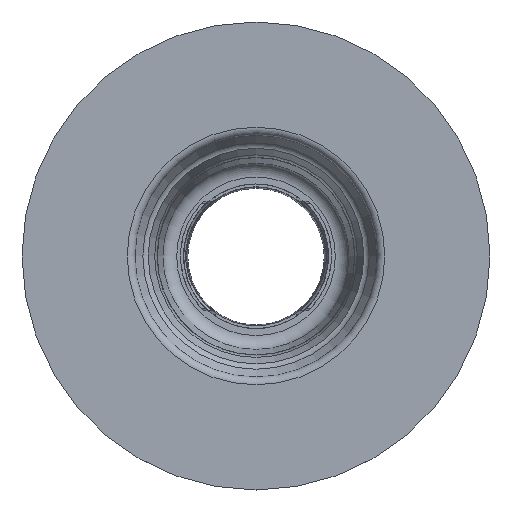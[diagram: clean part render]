
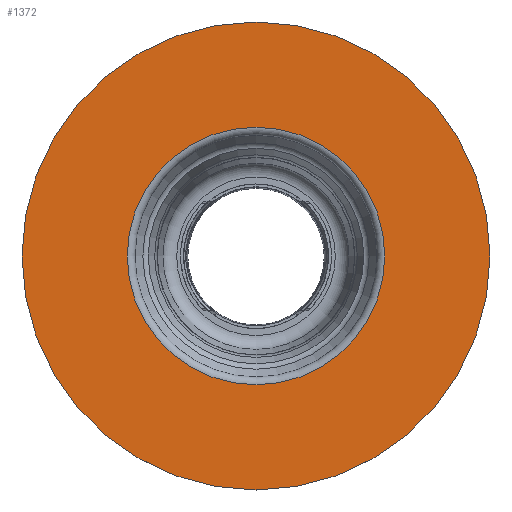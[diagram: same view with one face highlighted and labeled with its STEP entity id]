
A CAD part, top view. The second image highlights one B-rep face of the part: STEP entity #1372.
In plain terms, the highlighted planar face has unit normal (0, 0, 1).
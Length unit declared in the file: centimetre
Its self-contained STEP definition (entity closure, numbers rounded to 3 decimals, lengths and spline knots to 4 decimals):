
#239=FACE_BOUND('',#393,.T.);
#311=FACE_OUTER_BOUND('',#392,.T.);
#392=EDGE_LOOP('',(#1249));
#393=EDGE_LOOP('',(#1250));
#503=CIRCLE('',#1577,90.7984);
#505=CIRCLE('',#1580,165.);
#645=VERTEX_POINT('',#2605);
#646=VERTEX_POINT('',#2609);
#848=EDGE_CURVE('',#645,#645,#503,.T.);
#850=EDGE_CURVE('',#646,#646,#505,.T.);
#1249=ORIENTED_EDGE('',*,*,#850,.F.);
#1250=ORIENTED_EDGE('',*,*,#848,.T.);
#1300=PLANE('',#1579);
#1372=ADVANCED_FACE('',(#311,#239),#1300,.T.);
#1577=AXIS2_PLACEMENT_3D('',#2606,#2035,#2036);
#1579=AXIS2_PLACEMENT_3D('',#2608,#2039,#2040);
#1580=AXIS2_PLACEMENT_3D('',#2610,#2041,#2042);
#2035=DIRECTION('center_axis',(0.,0.,-1.));
#2036=DIRECTION('ref_axis',(1.,0.,0.));
#2039=DIRECTION('center_axis',(0.,0.,1.));
#2040=DIRECTION('ref_axis',(0.,-1.,0.));
#2041=DIRECTION('center_axis',(0.,0.,-1.));
#2042=DIRECTION('ref_axis',(1.,0.,0.));
#2605=CARTESIAN_POINT('',(0.,-90.7984,250.0038));
#2606=CARTESIAN_POINT('Origin',(0.,0.,
250.0038));
#2608=CARTESIAN_POINT('Origin',(165.,0.,250.0038));
#2609=CARTESIAN_POINT('',(-165.,0.,250.0038));
#2610=CARTESIAN_POINT('Origin',(0.,0.,
250.0038));
